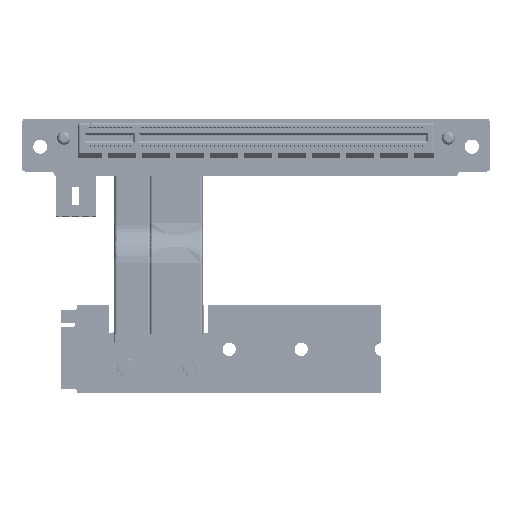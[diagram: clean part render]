
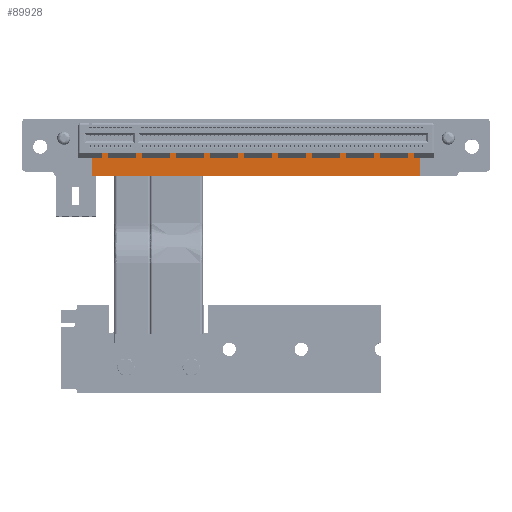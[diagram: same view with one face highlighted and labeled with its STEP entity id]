
A CAD part, top view. The second image highlights one B-rep face of the part: STEP entity #89928.
In plain terms, the highlighted face is planar.
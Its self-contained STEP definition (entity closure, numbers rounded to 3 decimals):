
#89819 = VERTEX_POINT('',#89820);
#89820 = CARTESIAN_POINT('',(0.,0.1,-6.));
#89826 = EDGE_CURVE('',#89827,#89819,#89829,.T.);
#89827 = VERTEX_POINT('',#89828);
#89828 = CARTESIAN_POINT('',(0.,0.1,0.));
#89829 = LINE('',#89830,#89831);
#89830 = CARTESIAN_POINT('',(0.,0.1,-6.));
#89831 = VECTOR('',#89832,1.);
#89832 = DIRECTION('',(0.,0.,-1.));
#89857 = VERTEX_POINT('',#89858);
#89858 = CARTESIAN_POINT('',(-82.,0.1,-6.));
#89864 = EDGE_CURVE('',#89819,#89857,#89865,.T.);
#89865 = LINE('',#89866,#89867);
#89866 = CARTESIAN_POINT('',(-82.,0.1,-6.));
#89867 = VECTOR('',#89868,1.);
#89868 = DIRECTION('',(-1.,0.,0.));
#89888 = VERTEX_POINT('',#89889);
#89889 = CARTESIAN_POINT('',(-82.,0.1,0.));
#89895 = EDGE_CURVE('',#89857,#89888,#89896,.T.);
#89896 = LINE('',#89897,#89898);
#89897 = CARTESIAN_POINT('',(-82.,0.1,0.));
#89898 = VECTOR('',#89899,1.);
#89899 = DIRECTION('',(0.,0.,1.));
#89917 = EDGE_CURVE('',#89888,#89827,#89918,.T.);
#89918 = LINE('',#89919,#89920);
#89919 = CARTESIAN_POINT('',(0.,0.1,0.));
#89920 = VECTOR('',#89921,1.);
#89921 = DIRECTION('',(1.,0.,0.));
#89928 = ADVANCED_FACE('',(#89929),#89935,.F.);
#89929 = FACE_BOUND('',#89930,.T.);
#89930 = EDGE_LOOP('',(#89931,#89932,#89933,#89934));
#89931 = ORIENTED_EDGE('',*,*,#89826,.T.);
#89932 = ORIENTED_EDGE('',*,*,#89864,.T.);
#89933 = ORIENTED_EDGE('',*,*,#89895,.T.);
#89934 = ORIENTED_EDGE('',*,*,#89917,.T.);
#89935 = PLANE('',#89936);
#89936 = AXIS2_PLACEMENT_3D('',#89937,#89938,#89939);
#89937 = CARTESIAN_POINT('',(0.,0.1,0.));
#89938 = DIRECTION('',(0.,-1.,0.));
#89939 = DIRECTION('',(0.,0.,-1.));
